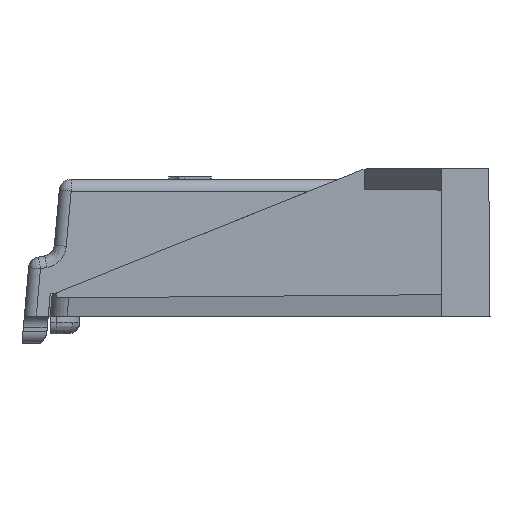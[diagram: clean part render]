
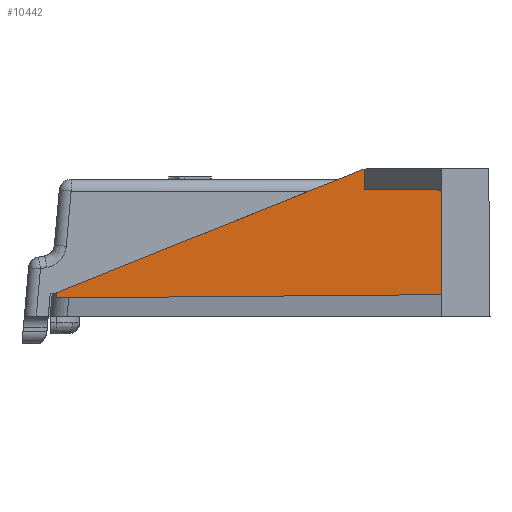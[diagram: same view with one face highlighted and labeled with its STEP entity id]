
A CAD part, left-side view. The second image highlights one B-rep face of the part: STEP entity #10442.
In plain terms, the highlighted planar face has unit normal (-1, 0.009, 0).
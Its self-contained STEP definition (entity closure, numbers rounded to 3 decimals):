
#217 = VECTOR ( 'NONE', #4324, 1000. ) ;
#953 = EDGE_CURVE ( 'NONE', #3130, #45910, #21002, .T. ) ;
#1736 = EDGE_CURVE ( 'NONE', #27354, #46219, #33532, .T. ) ;
#2061 =( BOUNDED_CURVE ( )  B_SPLINE_CURVE ( 3, ( #38088, #15009, #10608, #26402 ),
 .UNSPECIFIED., .F., .F. ) 
 B_SPLINE_CURVE_WITH_KNOTS ( ( 4, 4 ),
 ( 4.927, 5.096 ),
 .UNSPECIFIED. ) 
 CURVE ( )  GEOMETRIC_REPRESENTATION_ITEM ( )  RATIONAL_B_SPLINE_CURVE ( ( 1., 0.998, 0.998, 1. ) ) 
 REPRESENTATION_ITEM ( '' )  );
#2081 = CARTESIAN_POINT ( 'NONE',  ( -52.9, -6.5, 0. ) ) ;
#3130 = VERTEX_POINT ( 'NONE', #19426 ) ;
#3285 = FACE_OUTER_BOUND ( 'NONE', #38945, .T. ) ;
#3996 = LINE ( 'NONE', #32190, #33676 ) ;
#4324 = DIRECTION ( 'NONE',  ( 0.009, 1., 0.009 ) ) ;
#4981 = DIRECTION ( 'NONE',  ( -0.009, -1., 0.009 ) ) ;
#5684 = VECTOR ( 'NONE', #29912, 1000. ) ;
#7245 = CARTESIAN_POINT ( 'NONE',  ( -52.9, -6.5, 10.6 ) ) ;
#7763 = ORIENTED_EDGE ( 'NONE', *, *, #1736, .T. ) ;
#10442 = ADVANCED_FACE ( 'NONE', ( #3285 ), #14386, .T. ) ;
#10498 = DIRECTION ( 'NONE',  ( -1., 0.009, 0. ) ) ;
#10608 = CARTESIAN_POINT ( 'NONE',  ( -52.841, 0.255, 12.297 ) ) ;
#12239 = CARTESIAN_POINT ( 'NONE',  ( -52.617, 25.922, 1.952 ) ) ;
#12764 = ORIENTED_EDGE ( 'NONE', *, *, #37301, .T. ) ;
#14386 = PLANE ( 'NONE',  #44160 ) ;
#15009 = CARTESIAN_POINT ( 'NONE',  ( -52.842, 0.147, 12.33 ) ) ;
#15109 = CARTESIAN_POINT ( 'NONE',  ( -52.843, 0.037, 12.354 ) ) ;
#16190 = ORIENTED_EDGE ( 'NONE', *, *, #19760, .F. ) ;
#17106 = EDGE_CURVE ( 'NONE', #31368, #27354, #43667, .T. ) ;
#17562 =( BOUNDED_CURVE ( )  B_SPLINE_CURVE ( 3, ( #12239, #31432, #39963, #46987 ),
 .UNSPECIFIED., .F., .F. ) 
 B_SPLINE_CURVE_WITH_KNOTS ( ( 4, 4 ),
 ( 2.192, 2.196 ),
 .UNSPECIFIED. ) 
 CURVE ( )  GEOMETRIC_REPRESENTATION_ITEM ( )  RATIONAL_B_SPLINE_CURVE ( ( 1., 1., 1., 1. ) ) 
 REPRESENTATION_ITEM ( '' )  );
#19426 = CARTESIAN_POINT ( 'NONE',  ( -52.617, 25.955, 1.517 ) ) ;
#19760 = EDGE_CURVE ( 'NONE', #31368, #45910, #41137, .T. ) ;
#20592 = VERTEX_POINT ( 'NONE', #26231 ) ;
#21002 = LINE ( 'NONE', #48469, #45317 ) ;
#22215 = DIRECTION ( 'NONE',  ( 0., 0., -1. ) ) ;
#24392 = ORIENTED_EDGE ( 'NONE', *, *, #37309, .T. ) ;
#26231 = CARTESIAN_POINT ( 'NONE',  ( -52.84, 0.36, 12.255 ) ) ;
#26402 = CARTESIAN_POINT ( 'NONE',  ( -52.84, 0.36, 12.255 ) ) ;
#26434 = VECTOR ( 'NONE', #22215, 1000. ) ;
#27354 = VERTEX_POINT ( 'NONE', #43225 ) ;
#28326 = ORIENTED_EDGE ( 'NONE', *, *, #17106, .T. ) ;
#29912 = DIRECTION ( 'NONE',  ( 0., 0., 1. ) ) ;
#30280 = CARTESIAN_POINT ( 'NONE',  ( -52.9, -6.5, 1.8 ) ) ;
#31368 = VERTEX_POINT ( 'NONE', #7245 ) ;
#31432 = CARTESIAN_POINT ( 'NONE',  ( -52.617, 25.933, 1.807 ) ) ;
#31464 = EDGE_CURVE ( 'NONE', #46219, #20592, #2061, .T. ) ;
#31749 = CARTESIAN_POINT ( 'NONE',  ( -52.896, -6.038, 10.604 ) ) ;
#32190 = CARTESIAN_POINT ( 'NONE',  ( -52.806, 4.299, 10.667 ) ) ;
#33532 = LINE ( 'NONE', #45194, #5684 ) ;
#33676 = VECTOR ( 'NONE', #39461, 1000. ) ;
#37301 = EDGE_CURVE ( 'NONE', #38232, #3130, #17562, .T. ) ;
#37309 = EDGE_CURVE ( 'NONE', #20592, #38232, #3996, .T. ) ;
#38088 = CARTESIAN_POINT ( 'NONE',  ( -52.843, 0.037, 12.354 ) ) ;
#38232 = VERTEX_POINT ( 'NONE', #42353 ) ;
#38945 = EDGE_LOOP ( 'NONE', ( #7763, #47135, #24392, #12764, #50903, #16190, #28326 ) ) ;
#39461 = DIRECTION ( 'NONE',  ( 0.008, 0.927, -0.374 ) ) ;
#39963 = CARTESIAN_POINT ( 'NONE',  ( -52.617, 25.944, 1.662 ) ) ;
#41137 = LINE ( 'NONE', #2081, #26434 ) ;
#41613 = DIRECTION ( 'NONE',  ( -0.009, -1., 0. ) ) ;
#42353 = CARTESIAN_POINT ( 'NONE',  ( -52.617, 25.922, 1.952 ) ) ;
#43225 = CARTESIAN_POINT ( 'NONE',  ( -52.843, 0.037, 10.657 ) ) ;
#43667 = LINE ( 'NONE', #31749, #217 ) ;
#44160 = AXIS2_PLACEMENT_3D ( 'NONE', #46002, #10498, #41613 ) ;
#45194 = CARTESIAN_POINT ( 'NONE',  ( -52.843, 0.037, 10.6 ) ) ;
#45317 = VECTOR ( 'NONE', #4981, 1000. ) ;
#45910 = VERTEX_POINT ( 'NONE', #30280 ) ;
#46002 = CARTESIAN_POINT ( 'NONE',  ( -52.9, -6.5, 0. ) ) ;
#46219 = VERTEX_POINT ( 'NONE', #15109 ) ;
#46987 = CARTESIAN_POINT ( 'NONE',  ( -52.617, 25.955, 1.517 ) ) ;
#47135 = ORIENTED_EDGE ( 'NONE', *, *, #31464, .T. ) ;
#48469 = CARTESIAN_POINT ( 'NONE',  ( -52.896, -6.038, 1.796 ) ) ;
#50903 = ORIENTED_EDGE ( 'NONE', *, *, #953, .T. ) ;
